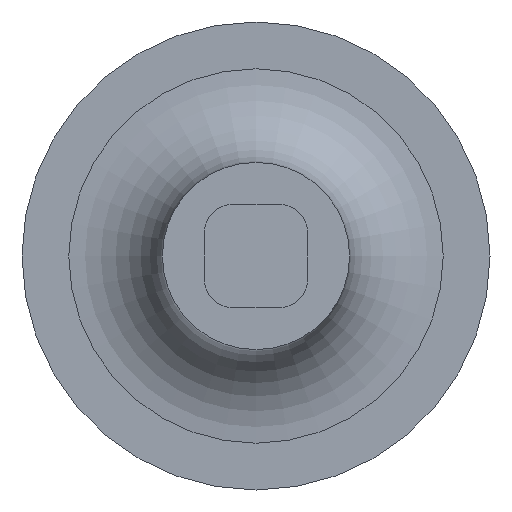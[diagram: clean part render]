
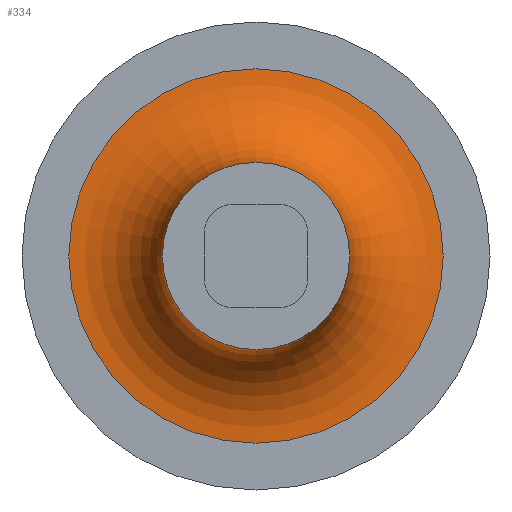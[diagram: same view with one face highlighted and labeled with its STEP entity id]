
A CAD part, front view. The second image highlights one B-rep face of the part: STEP entity #334.
In plain terms, the highlighted toroidal (fillet/blend) face has major radius 4 mm and minor radius 2 mm.
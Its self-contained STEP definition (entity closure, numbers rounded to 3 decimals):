
#15=TOROIDAL_SURFACE('',#380,4.,2.);
#38=FACE_OUTER_BOUND('',#62,.T.);
#62=EDGE_LOOP('',(#259,#260,#261,#262,#263));
#93=CIRCLE('',#381,2.);
#94=CIRCLE('',#382,2.);
#95=CIRCLE('',#383,4.);
#96=CIRCLE('',#384,2.);
#168=VERTEX_POINT('',#574);
#169=VERTEX_POINT('',#575);
#170=VERTEX_POINT('',#577);
#203=EDGE_CURVE('',#168,#169,#93,.T.);
#204=EDGE_CURVE('',#169,#170,#94,.T.);
#205=EDGE_CURVE('',#170,#170,#95,.T.);
#206=EDGE_CURVE('',#169,#168,#96,.T.);
#259=ORIENTED_EDGE('',*,*,#203,.T.);
#260=ORIENTED_EDGE('',*,*,#204,.T.);
#261=ORIENTED_EDGE('',*,*,#205,.T.);
#262=ORIENTED_EDGE('',*,*,#204,.F.);
#263=ORIENTED_EDGE('',*,*,#206,.T.);
#334=ADVANCED_FACE('',(#38),#15,.F.);
#380=AXIS2_PLACEMENT_3D('',#573,#456,#457);
#381=AXIS2_PLACEMENT_3D('',#576,#458,#459);
#382=AXIS2_PLACEMENT_3D('',#578,#460,#461);
#383=AXIS2_PLACEMENT_3D('',#579,#462,#463);
#384=AXIS2_PLACEMENT_3D('',#580,#464,#465);
#456=DIRECTION('center_axis',(0.,1.,0.));
#457=DIRECTION('ref_axis',(0.,0.,1.));
#458=DIRECTION('center_axis',(0.,1.,0.));
#459=DIRECTION('ref_axis',(-1.,0.,0.));
#460=DIRECTION('center_axis',(-1.,0.,0.));
#461=DIRECTION('ref_axis',(0.,0.,-1.));
#462=DIRECTION('center_axis',(0.,-1.,0.));
#463=DIRECTION('ref_axis',(-1.,0.,0.));
#464=DIRECTION('center_axis',(0.,1.,0.));
#465=DIRECTION('ref_axis',(-1.,0.,0.));
#573=CARTESIAN_POINT('Origin',(-49.55,17.89,-8.392));
#574=CARTESIAN_POINT('',(-47.55,17.89,-8.392));
#575=CARTESIAN_POINT('',(-49.55,17.89,-10.392));
#576=CARTESIAN_POINT('Origin',(-49.55,17.89,-8.392));
#577=CARTESIAN_POINT('',(-49.55,19.89,-12.392));
#578=CARTESIAN_POINT('Origin',(-49.55,17.89,-12.392));
#579=CARTESIAN_POINT('Origin',(-49.55,19.89,-8.392));
#580=CARTESIAN_POINT('Origin',(-49.55,17.89,-8.392));
